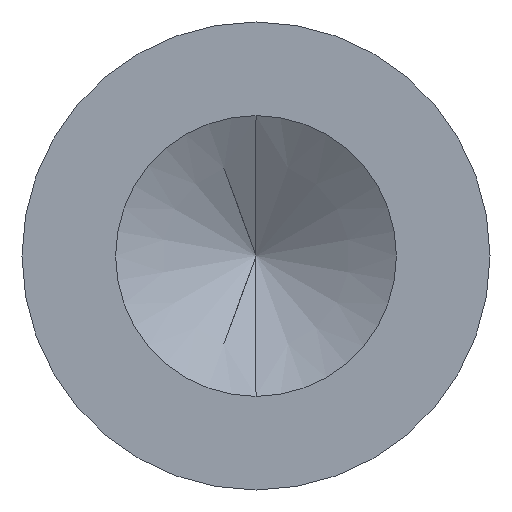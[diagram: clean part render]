
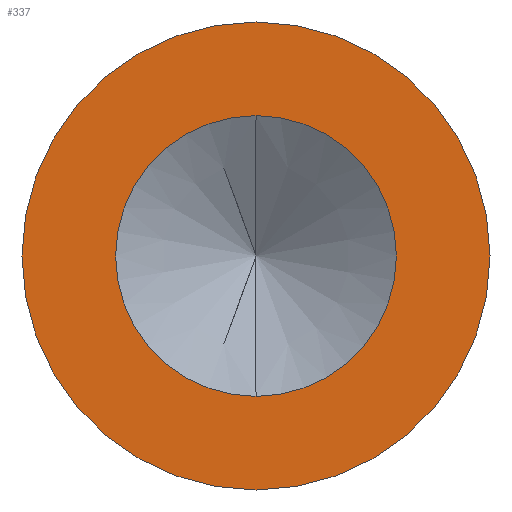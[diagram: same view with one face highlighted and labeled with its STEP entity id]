
A CAD part, front view. The second image highlights one B-rep face of the part: STEP entity #337.
In plain terms, the highlighted planar face has unit normal (0, -1, 0).
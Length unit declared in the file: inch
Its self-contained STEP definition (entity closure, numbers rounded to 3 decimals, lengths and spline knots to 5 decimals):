
#2 = CIRCLE ( 'NONE', #373, 0.08268 ) ;
#9 = ORIENTED_EDGE ( 'NONE', *, *, #276, .F. ) ;
#13 = CARTESIAN_POINT ( 'NONE',  ( 0., 0., 0. ) ) ;
#25 = DIRECTION ( 'NONE',  ( 0., 0., 1. ) ) ;
#26 = EDGE_CURVE ( 'NONE', #61, #170, #207, .T. ) ;
#50 = DIRECTION ( 'NONE',  ( 0., -1., 0. ) ) ;
#61 = VERTEX_POINT ( 'NONE', #183 ) ;
#63 = AXIS2_PLACEMENT_3D ( 'NONE', #64, #178, #251 ) ;
#64 = CARTESIAN_POINT ( 'NONE',  ( 0., 0., 0. ) ) ;
#73 = EDGE_CURVE ( 'NONE', #170, #61, #112, .T. ) ;
#81 = CIRCLE ( 'NONE', #248, 0.08268 ) ;
#83 = DIRECTION ( 'NONE',  ( 0., 1., 0. ) ) ;
#112 = CIRCLE ( 'NONE', #63, 0.1378 ) ;
#122 = DIRECTION ( 'NONE',  ( 0., -1., 0. ) ) ;
#125 = EDGE_CURVE ( 'NONE', #219, #126, #2, .T. ) ;
#126 = VERTEX_POINT ( 'NONE', #280 ) ;
#133 = CARTESIAN_POINT ( 'NONE',  ( 0., 0., 0. ) ) ;
#158 = CARTESIAN_POINT ( 'NONE',  ( 0., 0., 0.08268 ) ) ;
#170 = VERTEX_POINT ( 'NONE', #288 ) ;
#178 = DIRECTION ( 'NONE',  ( 0., 1., 0. ) ) ;
#181 = ORIENTED_EDGE ( 'NONE', *, *, #125, .F. ) ;
#183 = CARTESIAN_POINT ( 'NONE',  ( 0., 0., 0.1378 ) ) ;
#207 = CIRCLE ( 'NONE', #253, 0.1378 ) ;
#210 = DIRECTION ( 'NONE',  ( 0., 1., 0. ) ) ;
#219 = VERTEX_POINT ( 'NONE', #158 ) ;
#236 = EDGE_LOOP ( 'NONE', ( #9, #181 ) ) ;
#248 = AXIS2_PLACEMENT_3D ( 'NONE', #378, #50, #265 ) ;
#251 = DIRECTION ( 'NONE',  ( 0., 0., 1. ) ) ;
#253 = AXIS2_PLACEMENT_3D ( 'NONE', #336, #210, #314 ) ;
#259 = FACE_OUTER_BOUND ( 'NONE', #270, .T. ) ;
#265 = DIRECTION ( 'NONE',  ( 0., 0., -1. ) ) ;
#270 = EDGE_LOOP ( 'NONE', ( #313, #383 ) ) ;
#276 = EDGE_CURVE ( 'NONE', #126, #219, #81, .T. ) ;
#280 = CARTESIAN_POINT ( 'NONE',  ( 0., 0., -0.08268 ) ) ;
#288 = CARTESIAN_POINT ( 'NONE',  ( 0., 0., -0.1378 ) ) ;
#313 = ORIENTED_EDGE ( 'NONE', *, *, #73, .F. ) ;
#314 = DIRECTION ( 'NONE',  ( 0., 0., 1. ) ) ;
#336 = CARTESIAN_POINT ( 'NONE',  ( 0., 0., 0. ) ) ;
#337 = ADVANCED_FACE ( 'NONE', ( #382, #259 ), #347, .F. ) ;
#347 = PLANE ( 'NONE',  #349 ) ;
#349 = AXIS2_PLACEMENT_3D ( 'NONE', #133, #83, #25 ) ;
#365 = DIRECTION ( 'NONE',  ( 0., 0., -1. ) ) ;
#373 = AXIS2_PLACEMENT_3D ( 'NONE', #13, #122, #365 ) ;
#378 = CARTESIAN_POINT ( 'NONE',  ( 0., 0., 0. ) ) ;
#382 = FACE_BOUND ( 'NONE', #236, .T. ) ;
#383 = ORIENTED_EDGE ( 'NONE', *, *, #26, .F. ) ;
